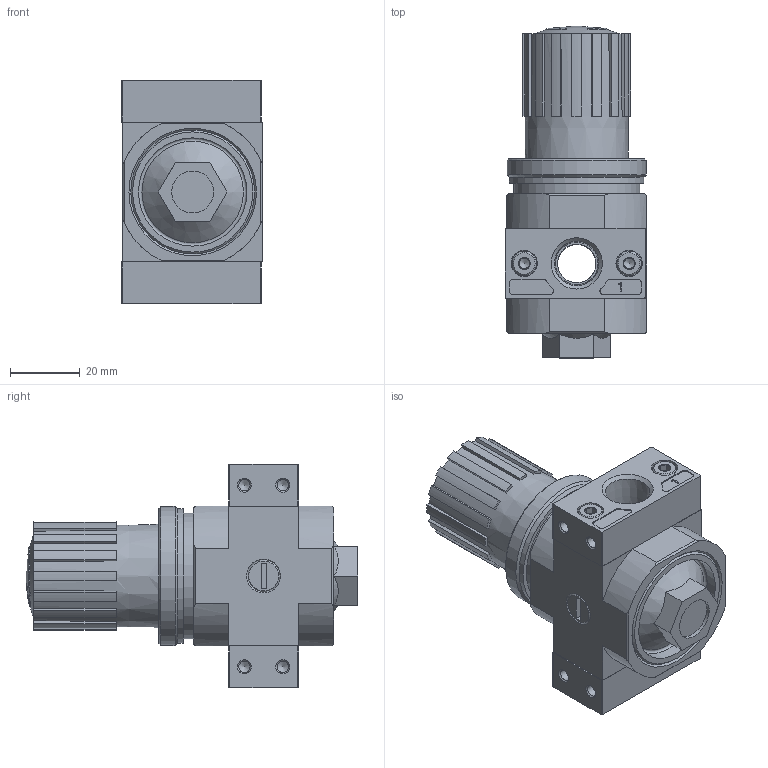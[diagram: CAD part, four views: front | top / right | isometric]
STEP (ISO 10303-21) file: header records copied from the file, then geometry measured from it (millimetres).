
FILE_DESCRIPTION(/* description */ ('STEP AP214'),/* implementation_level */ '2;1');
FILE_NAME(/* name */ '173651_LR-1_4-D-7-O-MINI-NPT',/* time_stamp */ '2024-09-04T20:20:57+02:00',/* author */ ('License CC BY-ND 4.0'),/* organization */ ('CADENAS'),/* preprocessor_version */ 'ST-DEVELOPER v19.3',/* originating_system */ 'PARTsolutions',/* authorisation */ ' ');
FILE_SCHEMA (('AUTOMOTIVE_DESIGN {1 0 10303 214 3 1 1}'));
Length unit declared in the file: millimetre
Products named in the file (7): 173651 LR-1/4-D-7-O-MINI-NPT---(0); 127301 LR-D-7-MINI--(0); 398011 LRVS-D-MINI; 679800 PBL-1/4-D-MINI-R-NPT--P1; DIN-912 - M4x16(F); 679799 PBL-1/4-D-MINI-L-NPT--P1; 373845 LR-MINI
Assembly tree (10 placements, depth 2):
  173651 LR-1/4-D-7-O-MINI-NPT---(0)
    127301 LR-D-7-MINI--(0)
    398011 LRVS-D-MINI
    679800 PBL-1/4-D-MINI-R-NPT--P1
    DIN-912 - M4x16(F)  x4
    679799 PBL-1/4-D-MINI-L-NPT--P1
    373845 LR-MINI  x2
Bounding box: 40.4 x 95 x 64 mm (x, y, z)
Volume: 107897.9 mm3; surface area: 30639.5 mm2
Topology: 10 solids, 10 shells, 444 faces, 1042 edges, 651 vertices
Faces by surface type: plane 245, cylinder 100, cone 90, sphere 5, torus 4
Full cylindrical faces by diameter (mm): 3.242 x8, 4 x4, 4.3 x2, 6.9 x2, 7 x4, 8.2 x2, 8.566 x2, 9.728 x2, 11 x1, 12 x1, 12.2 x1, 15.7 x1, 15.8 x1, 24.9 x1, 26.9 x1, 31 x1, 33.9 x1, 34.376 x1, 36 x1, 38.5 x1, 39.8 x1
Entity records: 11399 total; most frequent: CARTESIAN_POINT 1847, DIRECTION 1774, ORIENTED_EDGE 1516, EDGE_CURVE 758, AXIS2_PLACEMENT_3D 706, VERTEX_POINT 545, FACE_BOUND 485, EDGE_LOOP 476
